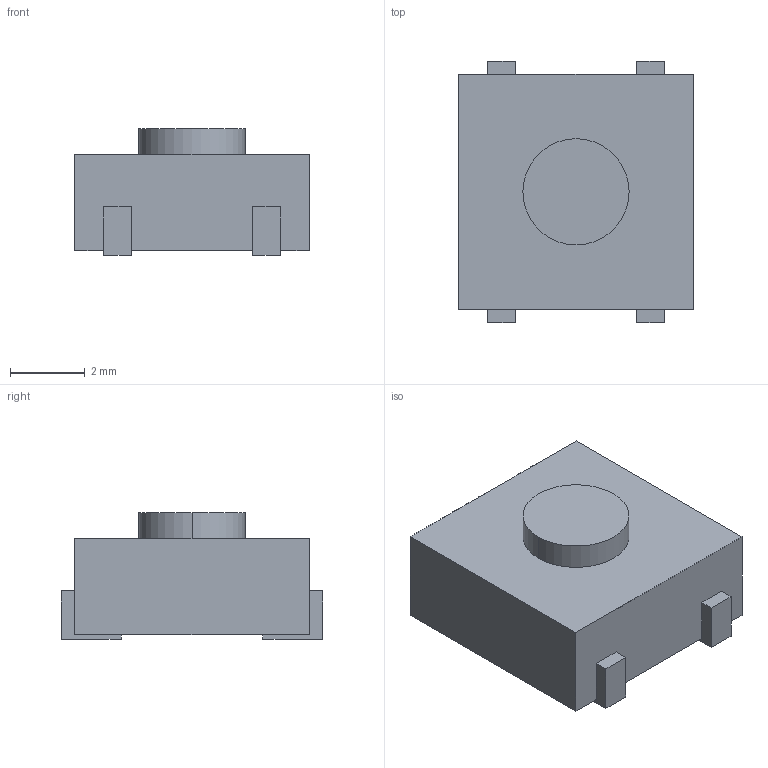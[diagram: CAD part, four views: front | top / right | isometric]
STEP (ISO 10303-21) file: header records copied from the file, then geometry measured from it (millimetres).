
FILE_DESCRIPTION (( 'STEP AP203' ), '1' );
FILE_NAME ('KSC222J LFS.STEP', '2024-08-31T18:05:41', ( '' ), ( '' ), 'SwSTEP 2.0', 'SolidWorks 2024', '' );
FILE_SCHEMA (( 'CONFIG_CONTROL_DESIGN' ));
Length unit declared in the file: millimetre
Products named in the file (1): KSC222J LFS
Bounding box: 6.3 x 7.02 x 3.4 mm (x, y, z)
Volume: 108.7 mm3; surface area: 158.5 mm2
Topology: 1 solids, 1 shells, 33 faces, 90 edges, 60 vertices
Faces by surface type: plane 31, cylinder 2
Entity records: 1105 total; most frequent: CARTESIAN_POINT 184, ORIENTED_EDGE 180, DIRECTION 162, EDGE_CURVE 90, LINE 86, VECTOR 86, VERTEX_POINT 60, AXIS2_PLACEMENT_3D 38
